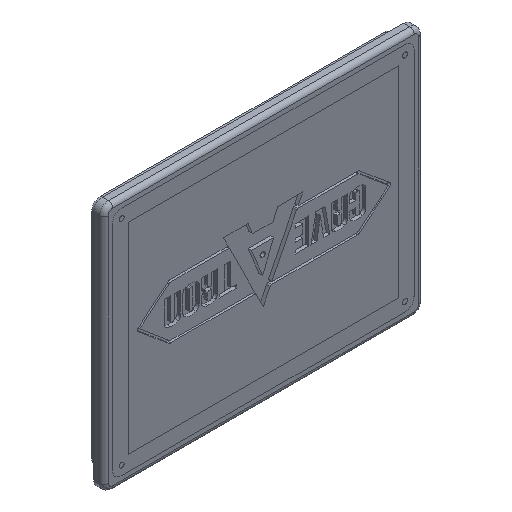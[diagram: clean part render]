
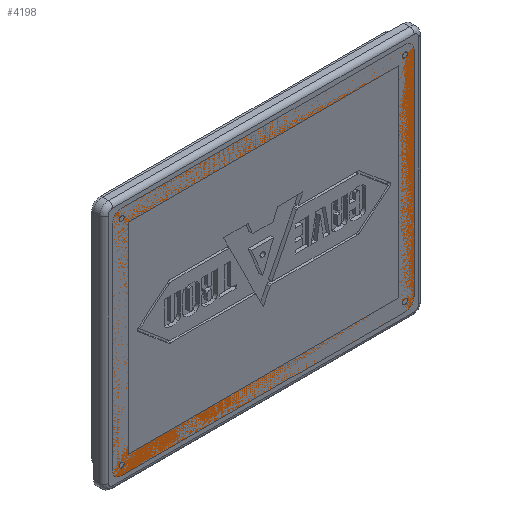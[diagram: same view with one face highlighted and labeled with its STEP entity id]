
A CAD part, isometric view. The second image highlights one B-rep face of the part: STEP entity #4198.
In plain terms, the highlighted planar face has unit normal (0, -1, 0).
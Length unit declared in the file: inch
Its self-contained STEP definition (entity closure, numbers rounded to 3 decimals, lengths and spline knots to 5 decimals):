
#184=FACE_BOUND('',#997,.T.);
#185=FACE_BOUND('',#998,.T.);
#186=FACE_BOUND('',#999,.T.);
#187=FACE_BOUND('',#1000,.T.);
#188=FACE_BOUND('',#1001,.T.);
#509=PLANE('',#4351);
#749=FACE_OUTER_BOUND('',#996,.T.);
#996=EDGE_LOOP('',(#3877,#3878,#3879,#3880,#3881,#3882,#3883,#3884));
#997=EDGE_LOOP('',(#3885));
#998=EDGE_LOOP('',(#3886));
#999=EDGE_LOOP('',(#3887));
#1000=EDGE_LOOP('',(#3888));
#1001=EDGE_LOOP('',(#3889,#3890,#3891,#3892));
#1299=LINE('',#8181,#1606);
#1302=LINE('',#8187,#1609);
#1303=LINE('',#8191,#1610);
#1304=LINE('',#8195,#1611);
#1305=LINE('',#8207,#1612);
#1306=LINE('',#8209,#1613);
#1307=LINE('',#8211,#1614);
#1308=LINE('',#8212,#1615);
#1606=VECTOR('',#4904,0.3937);
#1609=VECTOR('',#4909,0.3937);
#1610=VECTOR('',#4912,0.3937);
#1611=VECTOR('',#4915,0.3937);
#1612=VECTOR('',#4926,0.3937);
#1613=VECTOR('',#4927,0.3937);
#1614=VECTOR('',#4928,0.3937);
#1615=VECTOR('',#4929,0.3937);
#1661=CIRCLE('',#4349,0.125);
#1662=CIRCLE('',#4352,0.125);
#1663=CIRCLE('',#4353,0.125);
#1664=CIRCLE('',#4354,0.125);
#1665=CIRCLE('',#4355,0.034);
#1666=CIRCLE('',#4356,0.034);
#1667=CIRCLE('',#4357,0.034);
#1668=CIRCLE('',#4358,0.034);
#2060=VERTEX_POINT('',#8174);
#2061=VERTEX_POINT('',#8176);
#2062=VERTEX_POINT('',#8180);
#2064=VERTEX_POINT('',#8186);
#2065=VERTEX_POINT('',#8188);
#2066=VERTEX_POINT('',#8190);
#2067=VERTEX_POINT('',#8192);
#2068=VERTEX_POINT('',#8194);
#2069=VERTEX_POINT('',#8197);
#2070=VERTEX_POINT('',#8199);
#2071=VERTEX_POINT('',#8201);
#2072=VERTEX_POINT('',#8203);
#2073=VERTEX_POINT('',#8205);
#2074=VERTEX_POINT('',#8206);
#2075=VERTEX_POINT('',#8208);
#2076=VERTEX_POINT('',#8210);
#2669=EDGE_CURVE('',#2060,#2061,#1661,.T.);
#2671=EDGE_CURVE('',#2062,#2061,#1299,.T.);
#2674=EDGE_CURVE('',#2060,#2064,#1302,.T.);
#2675=EDGE_CURVE('',#2065,#2064,#1662,.T.);
#2676=EDGE_CURVE('',#2065,#2066,#1303,.T.);
#2677=EDGE_CURVE('',#2067,#2066,#1663,.T.);
#2678=EDGE_CURVE('',#2067,#2068,#1304,.T.);
#2679=EDGE_CURVE('',#2062,#2068,#1664,.T.);
#2680=EDGE_CURVE('',#2069,#2069,#1665,.T.);
#2681=EDGE_CURVE('',#2070,#2070,#1666,.T.);
#2682=EDGE_CURVE('',#2071,#2071,#1667,.T.);
#2683=EDGE_CURVE('',#2072,#2072,#1668,.T.);
#2684=EDGE_CURVE('',#2073,#2074,#1305,.T.);
#2685=EDGE_CURVE('',#2075,#2073,#1306,.T.);
#2686=EDGE_CURVE('',#2076,#2075,#1307,.T.);
#2687=EDGE_CURVE('',#2074,#2076,#1308,.T.);
#3877=ORIENTED_EDGE('',*,*,#2669,.F.);
#3878=ORIENTED_EDGE('',*,*,#2674,.T.);
#3879=ORIENTED_EDGE('',*,*,#2675,.F.);
#3880=ORIENTED_EDGE('',*,*,#2676,.T.);
#3881=ORIENTED_EDGE('',*,*,#2677,.F.);
#3882=ORIENTED_EDGE('',*,*,#2678,.T.);
#3883=ORIENTED_EDGE('',*,*,#2679,.F.);
#3884=ORIENTED_EDGE('',*,*,#2671,.T.);
#3885=ORIENTED_EDGE('',*,*,#2680,.F.);
#3886=ORIENTED_EDGE('',*,*,#2681,.F.);
#3887=ORIENTED_EDGE('',*,*,#2682,.F.);
#3888=ORIENTED_EDGE('',*,*,#2683,.F.);
#3889=ORIENTED_EDGE('',*,*,#2684,.F.);
#3890=ORIENTED_EDGE('',*,*,#2685,.F.);
#3891=ORIENTED_EDGE('',*,*,#2686,.F.);
#3892=ORIENTED_EDGE('',*,*,#2687,.F.);
#4198=ADVANCED_FACE('',(#749,#184,#185,#186,#187,#188),#509,.F.);
#4349=AXIS2_PLACEMENT_3D('',#8177,#4899,#4900);
#4351=AXIS2_PLACEMENT_3D('',#8185,#4907,#4908);
#4352=AXIS2_PLACEMENT_3D('',#8189,#4910,#4911);
#4353=AXIS2_PLACEMENT_3D('',#8193,#4913,#4914);
#4354=AXIS2_PLACEMENT_3D('',#8196,#4916,#4917);
#4355=AXIS2_PLACEMENT_3D('',#8198,#4918,#4919);
#4356=AXIS2_PLACEMENT_3D('',#8200,#4920,#4921);
#4357=AXIS2_PLACEMENT_3D('',#8202,#4922,#4923);
#4358=AXIS2_PLACEMENT_3D('',#8204,#4924,#4925);
#4899=DIRECTION('center_axis',(0.,1.,0.));
#4900=DIRECTION('ref_axis',(0.707,0.,0.707));
#4904=DIRECTION('',(0.,0.,1.));
#4907=DIRECTION('center_axis',(0.,1.,0.));
#4908=DIRECTION('ref_axis',(1.,0.,0.));
#4909=DIRECTION('',(-1.,0.,0.));
#4910=DIRECTION('center_axis',(0.,1.,0.));
#4911=DIRECTION('ref_axis',(-0.707,0.,0.707));
#4912=DIRECTION('',(0.,0.,-1.));
#4913=DIRECTION('center_axis',(0.,1.,0.));
#4914=DIRECTION('ref_axis',(-0.707,0.,-0.707));
#4915=DIRECTION('',(1.,0.,0.));
#4916=DIRECTION('center_axis',(0.,1.,0.));
#4917=DIRECTION('ref_axis',(0.707,0.,-0.707));
#4918=DIRECTION('center_axis',(0.,-1.,0.));
#4919=DIRECTION('ref_axis',(1.,0.,0.));
#4920=DIRECTION('center_axis',(0.,-1.,0.));
#4921=DIRECTION('ref_axis',(1.,0.,0.));
#4922=DIRECTION('center_axis',(0.,-1.,0.));
#4923=DIRECTION('ref_axis',(1.,0.,0.));
#4924=DIRECTION('center_axis',(0.,-1.,0.));
#4925=DIRECTION('ref_axis',(1.,0.,0.));
#4926=DIRECTION('',(0.,0.,-1.));
#4927=DIRECTION('',(-1.,0.,0.));
#4928=DIRECTION('',(0.,0.,1.));
#4929=DIRECTION('',(1.,0.,0.));
#8174=CARTESIAN_POINT('',(4.32,0.,-0.125));
#8176=CARTESIAN_POINT('',(4.445,0.,-0.25));
#8177=CARTESIAN_POINT('Origin',(4.32,0.,-0.25));
#8180=CARTESIAN_POINT('',(4.445,0.,-3.32));
#8181=CARTESIAN_POINT('',(4.445,0.,-3.445));
#8185=CARTESIAN_POINT('Origin',(2.285,0.,-1.785));
#8186=CARTESIAN_POINT('',(0.25,0.,-0.125));
#8187=CARTESIAN_POINT('',(4.445,0.,-0.125));
#8188=CARTESIAN_POINT('',(0.125,0.,-0.25));
#8189=CARTESIAN_POINT('Origin',(0.25,0.,-0.25));
#8190=CARTESIAN_POINT('',(0.125,0.,-3.32));
#8191=CARTESIAN_POINT('',(0.125,0.,-0.125));
#8192=CARTESIAN_POINT('',(0.25,0.,-3.445));
#8193=CARTESIAN_POINT('Origin',(0.25,0.,-3.32));
#8194=CARTESIAN_POINT('',(4.32,0.,-3.445));
#8195=CARTESIAN_POINT('',(0.125,0.,-3.445));
#8196=CARTESIAN_POINT('Origin',(4.32,0.,-3.32));
#8197=CARTESIAN_POINT('',(0.221,0.,-3.315));
#8198=CARTESIAN_POINT('Origin',(0.255,0.,-3.315));
#8199=CARTESIAN_POINT('',(4.281,0.,-3.315));
#8200=CARTESIAN_POINT('Origin',(4.315,0.,-3.315));
#8201=CARTESIAN_POINT('',(0.221,0.,-0.255));
#8202=CARTESIAN_POINT('Origin',(0.255,0.,-0.255));
#8203=CARTESIAN_POINT('',(4.281,0.,-0.255));
#8204=CARTESIAN_POINT('Origin',(4.315,0.,-0.255));
#8205=CARTESIAN_POINT('',(0.345,0.,-0.345));
#8206=CARTESIAN_POINT('',(0.345,0.,-3.225));
#8207=CARTESIAN_POINT('',(0.345,0.,-0.345));
#8208=CARTESIAN_POINT('',(4.225,0.,-0.345));
#8209=CARTESIAN_POINT('',(4.225,0.,-0.345));
#8210=CARTESIAN_POINT('',(4.225,0.,-3.225));
#8211=CARTESIAN_POINT('',(4.225,0.,-3.225));
#8212=CARTESIAN_POINT('',(0.345,0.,-3.225));
